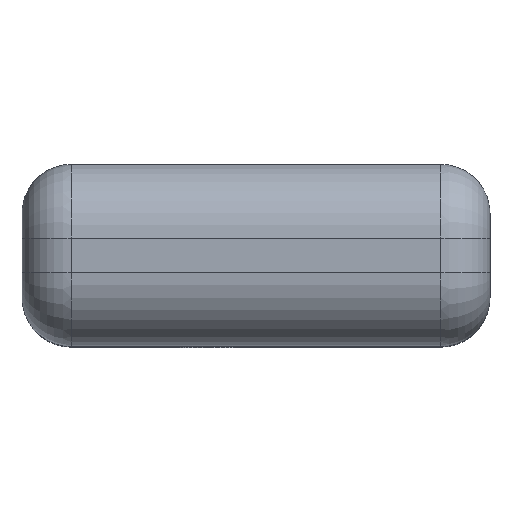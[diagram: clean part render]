
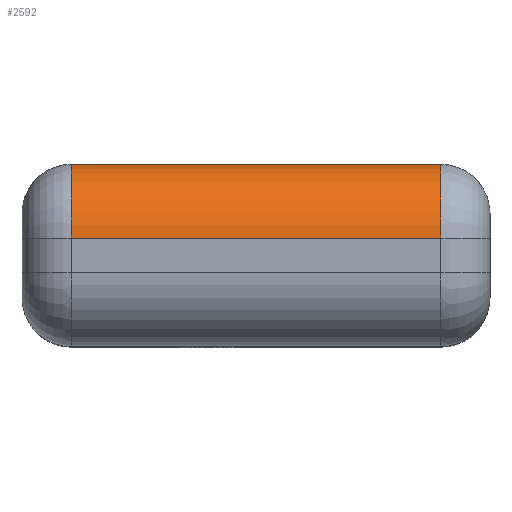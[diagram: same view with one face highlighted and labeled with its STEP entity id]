
A CAD part, top view. The second image highlights one B-rep face of the part: STEP entity #2592.
In plain terms, the highlighted cylindrical face has radius 1.5 mm (diameter 3 mm), a partial arc.
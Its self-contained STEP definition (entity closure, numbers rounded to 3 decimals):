
#344 = DIRECTION ( 'NONE',  ( 1., 0., 0. ) ) ;
#539 = EDGE_CURVE ( 'NONE', #9140, #10014, #5223, .T. ) ;
#1169 = AXIS2_PLACEMENT_3D ( 'NONE', #8739, #9682, #10949 ) ;
#1219 = DIRECTION ( 'NONE',  ( 1., 0., 0. ) ) ;
#2592 = ADVANCED_FACE ( 'NONE', ( #9561 ), #11501, .T. ) ;
#2909 = CARTESIAN_POINT ( 'NONE',  ( -3.75, 1.85, 9. ) ) ;
#3095 = DIRECTION ( 'NONE',  ( -1., 0., 0. ) ) ;
#3192 = CARTESIAN_POINT ( 'NONE',  ( 3.75, 0.35, 9. ) ) ;
#3314 = ORIENTED_EDGE ( 'NONE', *, *, #4615, .F. ) ;
#3510 = VERTEX_POINT ( 'NONE', #3899 ) ;
#3899 = CARTESIAN_POINT ( 'NONE',  ( 3.75, 0.35, 10.5 ) ) ;
#4345 = EDGE_CURVE ( 'NONE', #9140, #10362, #10251, .T. ) ;
#4458 = VECTOR ( 'NONE', #1219, 1000. ) ;
#4615 = EDGE_CURVE ( 'NONE', #3510, #10014, #12183, .T. ) ;
#5223 = CIRCLE ( 'NONE', #1169, 1.5 ) ;
#5253 = ORIENTED_EDGE ( 'NONE', *, *, #7400, .T. ) ;
#6171 = DIRECTION ( 'NONE',  ( -1., 0., 0. ) ) ;
#6415 = DIRECTION ( 'NONE',  ( 0., -1., 0. ) ) ;
#6853 = CARTESIAN_POINT ( 'NONE',  ( -4.75, 0.35, 10.5 ) ) ;
#7027 = AXIS2_PLACEMENT_3D ( 'NONE', #10561, #344, #7433 ) ;
#7047 = ORIENTED_EDGE ( 'NONE', *, *, #4345, .F. ) ;
#7400 = EDGE_CURVE ( 'NONE', #3510, #10362, #10425, .T. ) ;
#7433 = DIRECTION ( 'NONE',  ( 0., 0., -1. ) ) ;
#8328 = CARTESIAN_POINT ( 'NONE',  ( 4.75, 1.85, 9. ) ) ;
#8739 = CARTESIAN_POINT ( 'NONE',  ( -3.75, 0.35, 9. ) ) ;
#9140 = VERTEX_POINT ( 'NONE', #2909 ) ;
#9561 = FACE_OUTER_BOUND ( 'NONE', #11959, .T. ) ;
#9682 = DIRECTION ( 'NONE',  ( 1., 0., 0. ) ) ;
#9695 = CARTESIAN_POINT ( 'NONE',  ( 3.75, 1.85, 9. ) ) ;
#9779 = AXIS2_PLACEMENT_3D ( 'NONE', #3192, #6171, #6415 ) ;
#10014 = VERTEX_POINT ( 'NONE', #11043 ) ;
#10251 = LINE ( 'NONE', #8328, #4458 ) ;
#10362 = VERTEX_POINT ( 'NONE', #9695 ) ;
#10425 = CIRCLE ( 'NONE', #9779, 1.5 ) ;
#10561 = CARTESIAN_POINT ( 'NONE',  ( 0., 0.35, 9. ) ) ;
#10949 = DIRECTION ( 'NONE',  ( 0., 1., 0. ) ) ;
#11043 = CARTESIAN_POINT ( 'NONE',  ( -3.75, 0.35, 10.5 ) ) ;
#11501 = CYLINDRICAL_SURFACE ( 'NONE', #7027, 1.5 ) ;
#11959 = EDGE_LOOP ( 'NONE', ( #3314, #5253, #7047, #12080 ) ) ;
#12080 = ORIENTED_EDGE ( 'NONE', *, *, #539, .T. ) ;
#12183 = LINE ( 'NONE', #6853, #13105 ) ;
#13105 = VECTOR ( 'NONE', #3095, 1000. ) ;
